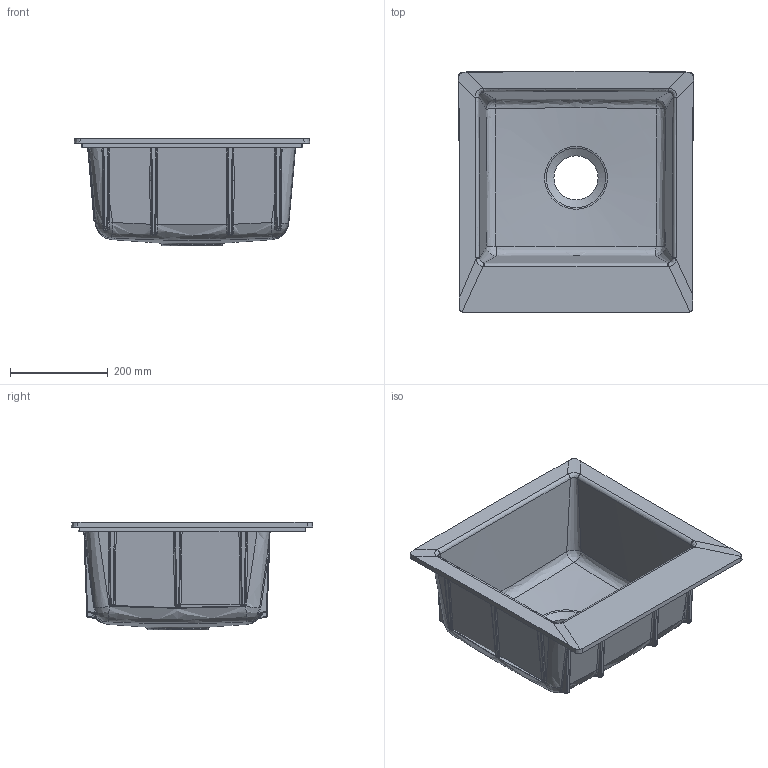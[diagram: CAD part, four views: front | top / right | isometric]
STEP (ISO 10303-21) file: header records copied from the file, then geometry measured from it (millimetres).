
FILE_DESCRIPTION(/* description */ (''),/* implementation_level */ '2;1');
FILE_NAME(/* name */ '33150F_33151F_33152F.stp',/* time_stamp */ '2022-09-21T11:41:21+02:00',/* author */ (''),/* organization */ (''),/* preprocessor_version */ 'ST-DEVELOPER v18.1',/* originating_system */ 'SIEMENS PLM Software NX 1973',/* authorisation */ '');
FILE_SCHEMA (('AUTOMOTIVE_DESIGN { 1 0 10303 214 3 1 1 1 }'));
Length unit declared in the file: millimetre
Products named in the file (1): rupp426C24AFjqrj
Bounding box: 480.8 x 492.93 x 219.91 mm (x, y, z)
Volume: 6870187.7 mm3; surface area: 981471.4 mm2
Topology: 1 solids, 1 shells, 286 faces, 713 edges, 430 vertices
Faces by surface type: bspline 139, cylinder 71, plane 47, cone 24, torus 3, extrusion 2
Full cylindrical faces by diameter (mm): 90 x1
Entity records: 14642 total; most frequent: CARTESIAN_POINT 9061, ORIENTED_EDGE 1402, DIRECTION 815, EDGE_CURVE 701, VERTEX_POINT 425, AXIS2_PLACEMENT_3D 337, EDGE_LOOP 296, B_SPLINE_CURVE_WITH_KNOTS 296
